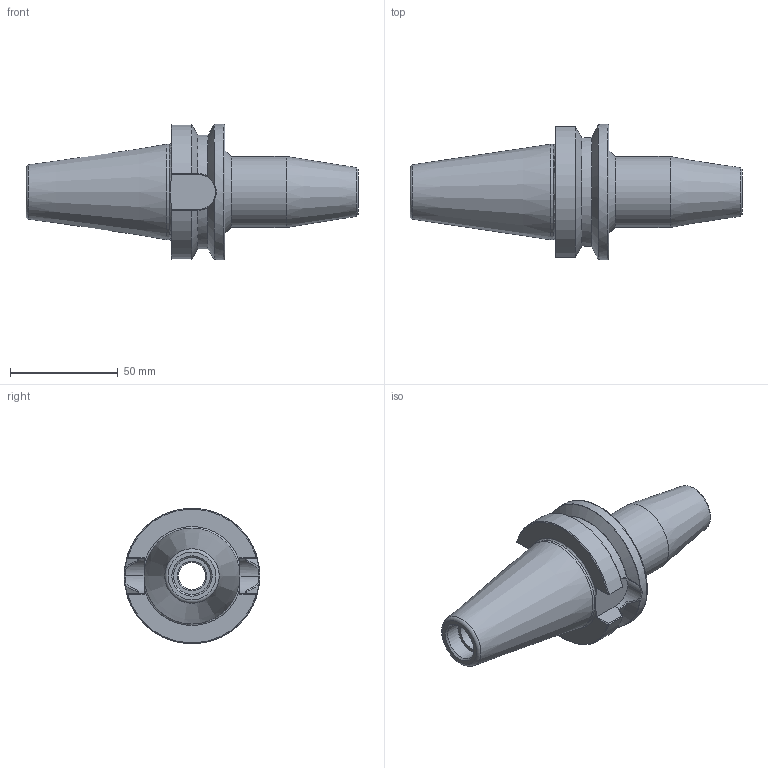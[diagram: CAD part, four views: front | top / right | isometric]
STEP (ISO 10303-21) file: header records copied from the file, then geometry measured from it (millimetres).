
FILE_DESCRIPTION(/* description */ (''),/* implementation_level */ '2;1');
FILE_NAME(/* name */ 'BT40-SF.500-3.5.step',/* time_stamp */ '2026-01-20T17:12:37-06:00',/* author */ (''),/* organization */ (''),/* preprocessor_version */ 'ST-DEVELOPER v20.1',/* originating_system */ 'Autodesk Translation Framework v14.21.0.0',/* authorisation */ '');
FILE_SCHEMA (('AUTOMOTIVE_DESIGN { 1 0 10303 214 3 1 1 }'));
Length unit declared in the file: inch
Products named in the file (2): BT40 Standard Template; BT40 EM.750-2.5D
Assembly tree (1 placements, depth 2):
  BT40 Standard Template
    BT40 EM.750-2.5D
Bounding box: 154.4 x 63 x 63 mm (x, y, z)
Volume: 155263 mm3; surface area: 30094.2 mm2
Topology: 1 solids, 1 shells, 84 faces, 225 edges, 146 vertices
Faces by surface type: plane 25, bspline 20, cylinder 15, cone 13, torus 11
Full cylindrical faces by diameter (mm): 12.7 x1, 13.843 x1, 14.224 x1, 17.15 x1, 33.045 x1, 44.45 x1, 63 x1
Entity records: 3478 total; most frequent: CARTESIAN_POINT 1454, ORIENTED_EDGE 450, DIRECTION 360, EDGE_CURVE 225, VERTEX_POINT 146, AXIS2_PLACEMENT_3D 146, EDGE_LOOP 89, FACE_OUTER_BOUND 84
